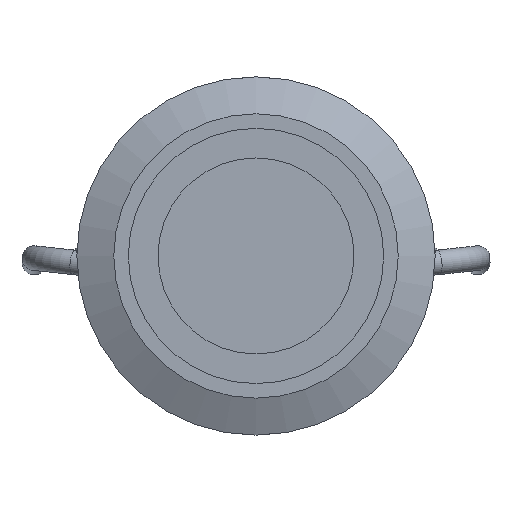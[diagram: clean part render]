
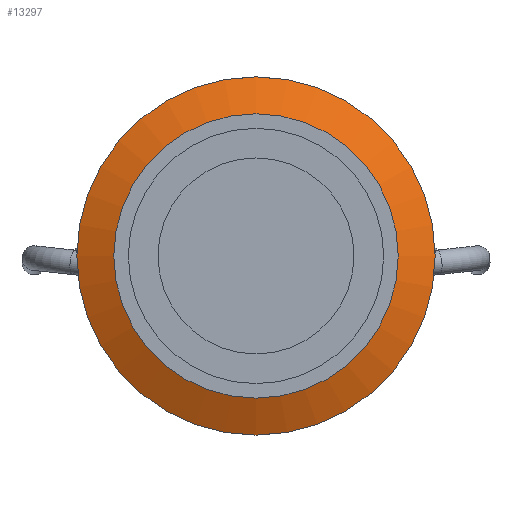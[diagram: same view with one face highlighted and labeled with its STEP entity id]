
A CAD part, top view. The second image highlights one B-rep face of the part: STEP entity #13297.
In plain terms, the highlighted conical face has half-angle 65.556 degrees and reference radius 14.35 mm.
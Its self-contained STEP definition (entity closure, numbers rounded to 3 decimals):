
#70=CONICAL_SURFACE('',#14616,14.35,1.144);
#1067=FACE_OUTER_BOUND('',#1845,.T.);
#1845=EDGE_LOOP('',(#11145,#11146,#11147,#11148,#11149,#11150));
#2962=LINE('',#24804,#4120);
#4120=VECTOR('',#17732,14.35);
#5162=CIRCLE('',#14605,16.);
#5163=CIRCLE('',#14606,16.);
#5167=CIRCLE('',#14612,12.7);
#5168=CIRCLE('',#14613,12.7);
#6237=VERTEX_POINT('',#24782);
#6238=VERTEX_POINT('',#24783);
#6242=VERTEX_POINT('',#24795);
#6243=VERTEX_POINT('',#24796);
#7955=EDGE_CURVE('',#6237,#6238,#5162,.T.);
#7956=EDGE_CURVE('',#6238,#6237,#5163,.T.);
#7961=EDGE_CURVE('',#6242,#6243,#5167,.T.);
#7962=EDGE_CURVE('',#6243,#6242,#5168,.T.);
#7965=EDGE_CURVE('',#6243,#6238,#2962,.T.);
#11145=ORIENTED_EDGE('',*,*,#7961,.F.);
#11146=ORIENTED_EDGE('',*,*,#7962,.F.);
#11147=ORIENTED_EDGE('',*,*,#7965,.T.);
#11148=ORIENTED_EDGE('',*,*,#7955,.F.);
#11149=ORIENTED_EDGE('',*,*,#7956,.F.);
#11150=ORIENTED_EDGE('',*,*,#7965,.F.);
#13297=ADVANCED_FACE('',(#1067),#70,.T.);
#14605=AXIS2_PLACEMENT_3D('',#24784,#17707,#17708);
#14606=AXIS2_PLACEMENT_3D('',#24785,#17709,#17710);
#14612=AXIS2_PLACEMENT_3D('',#24797,#17722,#17723);
#14613=AXIS2_PLACEMENT_3D('',#24798,#17724,#17725);
#14616=AXIS2_PLACEMENT_3D('',#24803,#17730,#17731);
#17707=DIRECTION('center_axis',(0.,0.,
-1.));
#17708=DIRECTION('ref_axis',(1.,0.,0.));
#17709=DIRECTION('center_axis',(0.,0.,
-1.));
#17710=DIRECTION('ref_axis',(1.,0.,0.));
#17722=DIRECTION('center_axis',(0.,0.,
1.));
#17723=DIRECTION('ref_axis',(0.,1.,0.));
#17724=DIRECTION('center_axis',(0.,0.,
1.));
#17725=DIRECTION('ref_axis',(0.,1.,0.));
#17730=DIRECTION('center_axis',(0.,0.,
-1.));
#17731=DIRECTION('ref_axis',(0.,1.,0.));
#17732=DIRECTION('',(0.,-0.91,-0.414));
#24782=CARTESIAN_POINT('',(-16.,0.,41.4));
#24783=CARTESIAN_POINT('',(0.,-16.,41.4));
#24784=CARTESIAN_POINT('Origin',(0.,0.,
41.4));
#24785=CARTESIAN_POINT('Origin',(0.,0.,
41.4));
#24795=CARTESIAN_POINT('',(0.,12.7,42.9));
#24796=CARTESIAN_POINT('',(0.,-12.7,42.9));
#24797=CARTESIAN_POINT('Origin',(0.,0.,
42.9));
#24798=CARTESIAN_POINT('Origin',(0.,0.,
42.9));
#24803=CARTESIAN_POINT('Origin',(0.,0.,
42.15));
#24804=CARTESIAN_POINT('',(0.,-14.35,42.15));
